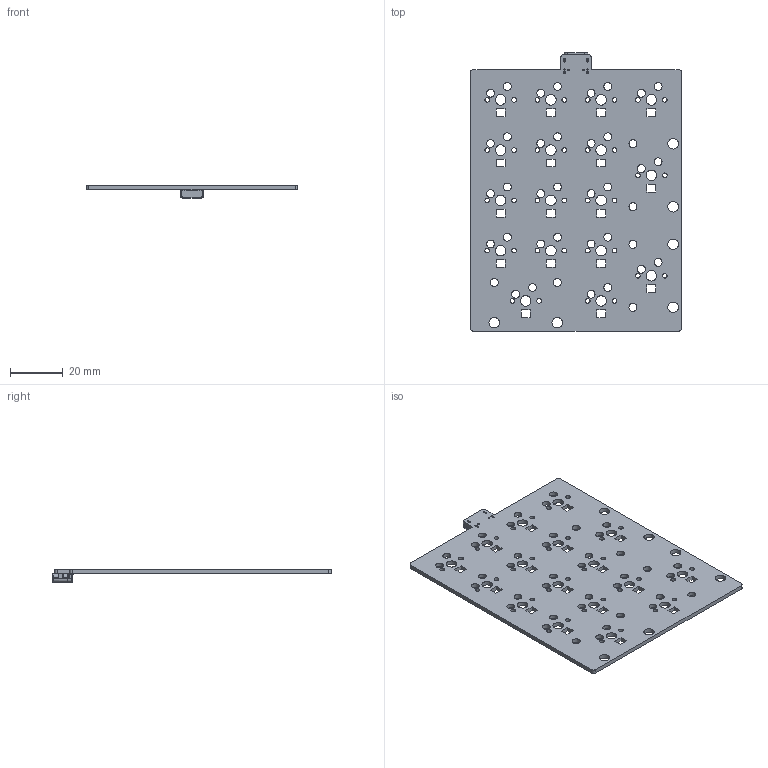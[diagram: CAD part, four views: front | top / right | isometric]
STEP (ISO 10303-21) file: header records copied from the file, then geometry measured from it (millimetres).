
FILE_DESCRIPTION(('KiCad electronic assembly'),'2;1');
FILE_NAME('SkeletonNumPad.step','2022-03-05T12:44:06',('Pcbnew'),( 'Kicad'),'Open CASCADE STEP processor 7.5','KiCad to STEP converter' ,'Unknown');
FILE_SCHEMA(('AUTOMOTIVE_DESIGN { 1 0 10303 214 1 1 1 1 }'));
Length unit declared in the file: millimetre
Products named in the file (4): SkeletonNumPad 1; USB Type C Port (SMD Type); COMPOUND; _autosave-SkeletonNumPad PCB
Assembly tree (3 placements, depth 3):
  SkeletonNumPad 1
    USB Type C Port (SMD Type)
      COMPOUND
    _autosave-SkeletonNumPad PCB
Bounding box: 80.01 x 105.44 x 4.75 mm (x, y, z)
Volume: 11570.1 mm3; surface area: 17212 mm2
Topology: 25 solids, 25 shells, 593 faces, 1574 edges, 1018 vertices
Faces by surface type: bspline 394, cylinder 113, plane 86
Full cylindrical faces by diameter (mm): 0.6 x2, 1.75 x34, 3 x34, 3.048 x6, 3.988 x23
Entity records: 38313 total; most frequent: CARTESIAN_POINT 12046, ORIENTED_EDGE 3132, PCURVE 3132, DEFINITIONAL_REPRESENTATION 3132, B_SPLINE_CURVE_WITH_KNOTS 2549, DIRECTION 2405, EDGE_CURVE 1566, SURFACE_CURVE 1467
